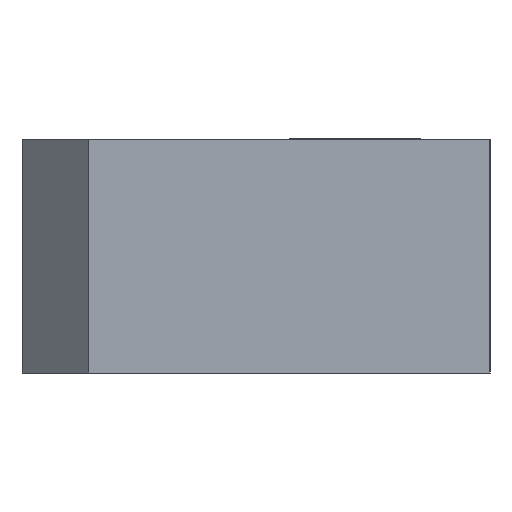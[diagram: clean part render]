
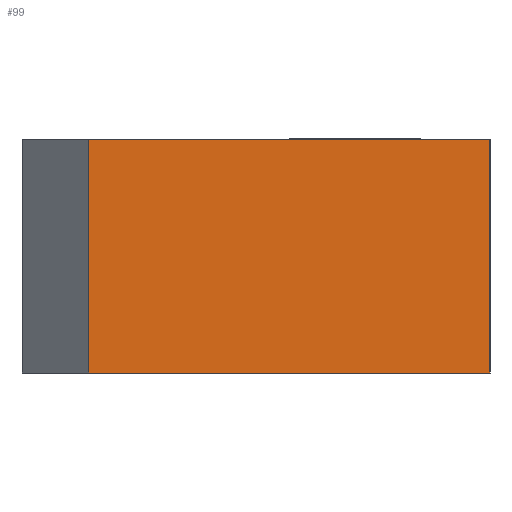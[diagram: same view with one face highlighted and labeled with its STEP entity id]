
A CAD part, left-side view. The second image highlights one B-rep face of the part: STEP entity #99.
In plain terms, the highlighted planar face has unit normal (-1, 0, 0).
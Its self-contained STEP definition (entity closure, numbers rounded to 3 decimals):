
#13 = CARTESIAN_POINT ( 'NONE',  ( 0., 30., -20. ) ) ;
#30 = EDGE_CURVE ( 'NONE', #806, #60, #832, .T. ) ;
#60 = VERTEX_POINT ( 'NONE', #225 ) ;
#95 = CARTESIAN_POINT ( 'NONE',  ( 0., 0., -20. ) ) ;
#99 = ADVANCED_FACE ( 'NONE', ( #392 ), #521, .T. ) ;
#112 = AXIS2_PLACEMENT_3D ( 'NONE', #673, #895, #816 ) ;
#173 = DIRECTION ( 'NONE',  ( 0., 0., 1. ) ) ;
#174 = EDGE_CURVE ( 'NONE', #60, #659, #241, .T. ) ;
#211 = ORIENTED_EDGE ( 'NONE', *, *, #30, .T. ) ;
#225 = CARTESIAN_POINT ( 'NONE',  ( 0., 30., -20. ) ) ;
#226 = CARTESIAN_POINT ( 'NONE',  ( 0., 30., -2.5 ) ) ;
#241 = LINE ( 'NONE', #95, #359 ) ;
#247 = CARTESIAN_POINT ( 'NONE',  ( 0., 0., -20. ) ) ;
#268 = VERTEX_POINT ( 'NONE', #918 ) ;
#359 = VECTOR ( 'NONE', #542, 1000. ) ;
#392 = FACE_OUTER_BOUND ( 'NONE', #859, .T. ) ;
#411 = DIRECTION ( 'NONE',  ( 0., -1., 0. ) ) ;
#463 = EDGE_CURVE ( 'NONE', #659, #268, #916, .T. ) ;
#521 = PLANE ( 'NONE',  #112 ) ;
#538 = EDGE_CURVE ( 'NONE', #806, #268, #554, .T. ) ;
#542 = DIRECTION ( 'NONE',  ( 0., -1., 0. ) ) ;
#554 = LINE ( 'NONE', #850, #886 ) ;
#596 = DIRECTION ( 'NONE',  ( 0., 0., -1. ) ) ;
#659 = VERTEX_POINT ( 'NONE', #939 ) ;
#673 = CARTESIAN_POINT ( 'NONE',  ( 0., 0., -20. ) ) ;
#697 = ORIENTED_EDGE ( 'NONE', *, *, #174, .T. ) ;
#806 = VERTEX_POINT ( 'NONE', #226 ) ;
#813 = ORIENTED_EDGE ( 'NONE', *, *, #538, .F. ) ;
#816 = DIRECTION ( 'NONE',  ( 0., 0., 1. ) ) ;
#826 = VECTOR ( 'NONE', #596, 1000. ) ;
#832 = LINE ( 'NONE', #13, #826 ) ;
#850 = CARTESIAN_POINT ( 'NONE',  ( 0., 35., -2.5 ) ) ;
#859 = EDGE_LOOP ( 'NONE', ( #813, #211, #697, #963 ) ) ;
#860 = VECTOR ( 'NONE', #173, 1000. ) ;
#886 = VECTOR ( 'NONE', #411, 1000. ) ;
#895 = DIRECTION ( 'NONE',  ( -1., 0., 0. ) ) ;
#916 = LINE ( 'NONE', #247, #860 ) ;
#918 = CARTESIAN_POINT ( 'NONE',  ( 0., 0., -2.5 ) ) ;
#939 = CARTESIAN_POINT ( 'NONE',  ( 0., 0., -20. ) ) ;
#963 = ORIENTED_EDGE ( 'NONE', *, *, #463, .T. ) ;
